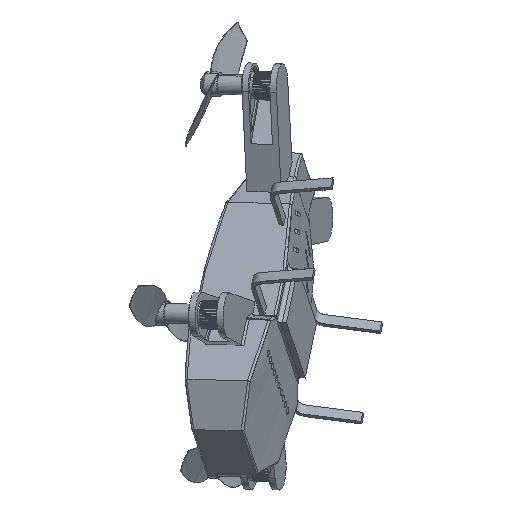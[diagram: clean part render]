
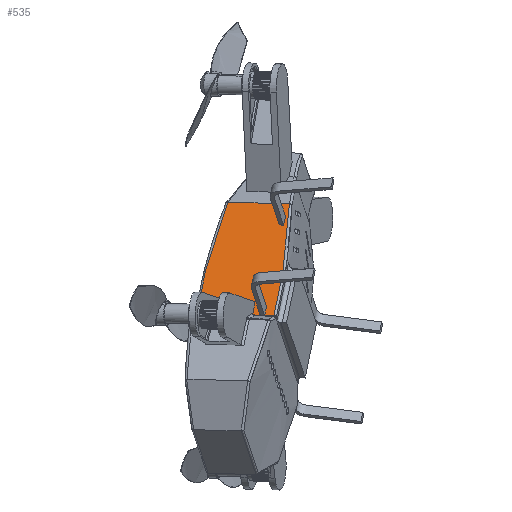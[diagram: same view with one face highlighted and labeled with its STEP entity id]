
A CAD part, left-side view. The second image highlights one B-rep face of the part: STEP entity #535.
In plain terms, the highlighted free-form (B-spline) face has degree [1, 1] with [2, 2] control points.
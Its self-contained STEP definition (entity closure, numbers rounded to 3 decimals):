
#509 = VERTEX_POINT('',#510);
#510 = CARTESIAN_POINT('',(-12.783,270.102,
    158.014));
#517 = EDGE_CURVE('',#509,#518,#520,.T.);
#518 = VERTEX_POINT('',#519);
#519 = CARTESIAN_POINT('',(-23.585,229.578,
    156.871));
#520 = B_SPLINE_CURVE_WITH_KNOTS('',1,(#521,#522),.UNSPECIFIED.,.F.,.F.,
  (2,2),(-14.398,14.398),.PIECEWISE_BEZIER_KNOTS.);
#521 = CARTESIAN_POINT('',(-12.783,270.102,
    158.014));
#522 = CARTESIAN_POINT('',(-23.585,229.578,
    156.871));
#535 = ADVANCED_FACE('',(#536,#566),#678,.F.);
#536 = FACE_BOUND('',#537,.T.);
#537 = EDGE_LOOP('',(#538,#547,#554,#561));
#538 = ORIENTED_EDGE('',*,*,#539,.T.);
#539 = EDGE_CURVE('',#540,#542,#544,.T.);
#540 = VERTEX_POINT('',#541);
#541 = CARTESIAN_POINT('',(-32.812,233.43,
    142.917));
#542 = VERTEX_POINT('',#543);
#543 = CARTESIAN_POINT('',(-32.442,234.816,
    142.956));
#544 = B_SPLINE_CURVE_WITH_KNOTS('',1,(#545,#546),.UNSPECIFIED.,.F.,.F.,
  (2,2),(-13.735,-12.751),.PIECEWISE_BEZIER_KNOTS.);
#545 = CARTESIAN_POINT('',(-32.812,233.43,
    142.917));
#546 = CARTESIAN_POINT('',(-32.442,234.816,
    142.956));
#547 = ORIENTED_EDGE('',*,*,#548,.T.);
#548 = EDGE_CURVE('',#542,#549,#551,.T.);
#549 = VERTEX_POINT('',#550);
#550 = CARTESIAN_POINT('',(-28.415,233.575,
    148.898));
#551 = B_SPLINE_CURVE_WITH_KNOTS('',1,(#552,#553),.UNSPECIFIED.,.F.,.F.,
  (2,2),(-5.236,-0.236),.PIECEWISE_BEZIER_KNOTS.);
#552 = CARTESIAN_POINT('',(-32.442,234.816,
    142.956));
#553 = CARTESIAN_POINT('',(-28.415,233.575,
    148.898));
#554 = ORIENTED_EDGE('',*,*,#555,.T.);
#555 = EDGE_CURVE('',#549,#556,#558,.T.);
#556 = VERTEX_POINT('',#557);
#557 = CARTESIAN_POINT('',(-28.784,232.189,
    148.859));
#558 = B_SPLINE_CURVE_WITH_KNOTS('',1,(#559,#560),.UNSPECIFIED.,.F.,.F.,
  (2,2),(12.751,13.735),.PIECEWISE_BEZIER_KNOTS.);
#559 = CARTESIAN_POINT('',(-28.415,233.575,
    148.898));
#560 = CARTESIAN_POINT('',(-28.784,232.189,
    148.859));
#561 = ORIENTED_EDGE('',*,*,#562,.T.);
#562 = EDGE_CURVE('',#556,#540,#563,.T.);
#563 = B_SPLINE_CURVE_WITH_KNOTS('',1,(#564,#565),.UNSPECIFIED.,.F.,.F.,
  (2,2),(-2.5,2.5),.PIECEWISE_BEZIER_KNOTS.);
#564 = CARTESIAN_POINT('',(-28.784,232.189,
    148.859));
#565 = CARTESIAN_POINT('',(-32.812,233.43,
    142.917));
#566 = FACE_BOUND('',#567,.T.);
#567 = EDGE_LOOP('',(#568,#577,#584,#591,#598,#605,#612,#618,#619,#627,
    #634,#641,#650,#657,#664,#671));
#568 = ORIENTED_EDGE('',*,*,#569,.T.);
#569 = EDGE_CURVE('',#570,#572,#574,.T.);
#570 = VERTEX_POINT('',#571);
#571 = CARTESIAN_POINT('',(-70.893,253.467,
    83.934));
#572 = VERTEX_POINT('',#573);
#573 = CARTESIAN_POINT('',(-72.568,247.181,
    83.757));
#574 = B_SPLINE_CURVE_WITH_KNOTS('',1,(#575,#576),.UNSPECIFIED.,.F.,.F.,
  (2,2),(-10.716,-6.249),.PIECEWISE_BEZIER_KNOTS.);
#575 = CARTESIAN_POINT('',(-70.893,253.467,
    83.934));
#576 = CARTESIAN_POINT('',(-72.568,247.181,
    83.757));
#577 = ORIENTED_EDGE('',*,*,#578,.F.);
#578 = EDGE_CURVE('',#579,#572,#581,.T.);
#579 = VERTEX_POINT('',#580);
#580 = CARTESIAN_POINT('',(-68.689,245.986,
    89.479));
#581 = B_SPLINE_CURVE_WITH_KNOTS('',1,(#582,#583),.UNSPECIFIED.,.F.,.F.,
  (2,2),(-5.236,-0.421),.PIECEWISE_BEZIER_KNOTS.);
#582 = CARTESIAN_POINT('',(-68.689,245.986,
    89.479));
#583 = CARTESIAN_POINT('',(-72.568,247.181,
    83.757));
#584 = ORIENTED_EDGE('',*,*,#585,.F.);
#585 = EDGE_CURVE('',#586,#579,#588,.T.);
#586 = VERTEX_POINT('',#587);
#587 = CARTESIAN_POINT('',(-69.059,244.6,
    89.44));
#588 = B_SPLINE_CURVE_WITH_KNOTS('',1,(#589,#590),.UNSPECIFIED.,.F.,.F.,
  (2,2),(-13.735,-12.751),.PIECEWISE_BEZIER_KNOTS.);
#589 = CARTESIAN_POINT('',(-69.059,244.6,
    89.44));
#590 = CARTESIAN_POINT('',(-68.689,245.986,
    89.479));
#591 = ORIENTED_EDGE('',*,*,#592,.F.);
#592 = EDGE_CURVE('',#593,#586,#595,.T.);
#593 = VERTEX_POINT('',#594);
#594 = CARTESIAN_POINT('',(-72.937,245.795,
    83.718));
#595 = B_SPLINE_CURVE_WITH_KNOTS('',1,(#596,#597),.UNSPECIFIED.,.F.,.F.,
  (2,2),(-2.315,2.5),.PIECEWISE_BEZIER_KNOTS.);
#596 = CARTESIAN_POINT('',(-72.937,245.795,
    83.718));
#597 = CARTESIAN_POINT('',(-69.059,244.6,
    89.44));
#598 = ORIENTED_EDGE('',*,*,#599,.T.);
#599 = EDGE_CURVE('',#593,#600,#602,.T.);
#600 = VERTEX_POINT('',#601);
#601 = CARTESIAN_POINT('',(-74.537,239.794,
    83.548));
#602 = B_SPLINE_CURVE_WITH_KNOTS('',1,(#603,#604),.UNSPECIFIED.,.F.,.F.,
  (2,2),(-5.265,-1.),.PIECEWISE_BEZIER_KNOTS.);
#603 = CARTESIAN_POINT('',(-72.937,245.795,
    83.718));
#604 = CARTESIAN_POINT('',(-74.537,239.794,
    83.548));
#605 = ORIENTED_EDGE('',*,*,#606,.T.);
#606 = EDGE_CURVE('',#600,#607,#609,.T.);
#607 = VERTEX_POINT('',#608);
#608 = CARTESIAN_POINT('',(-55.628,233.967,
    111.445));
#609 = B_SPLINE_CURVE_WITH_KNOTS('',1,(#610,#611),.UNSPECIFIED.,.F.,.F.,
  (2,2),(-23.493,-0.018),.PIECEWISE_BEZIER_KNOTS.);
#610 = CARTESIAN_POINT('',(-74.537,239.794,
    83.548));
#611 = CARTESIAN_POINT('',(-55.628,233.967,
    111.445));
#612 = ORIENTED_EDGE('',*,*,#613,.T.);
#613 = EDGE_CURVE('',#607,#518,#614,.T.);
#614 = ( BOUNDED_CURVE() B_SPLINE_CURVE(2,(#615,#616,#617),
.UNSPECIFIED.,.F.,.F.) B_SPLINE_CURVE_WITH_KNOTS((3,3),(1.607,
1.723),.PIECEWISE_BEZIER_KNOTS.) CURVE() 
GEOMETRIC_REPRESENTATION_ITEM() RATIONAL_B_SPLINE_CURVE((1.,
0.998,1.)) REPRESENTATION_ITEM('') );
#615 = CARTESIAN_POINT('',(-55.628,233.967,
    111.445));
#616 = CARTESIAN_POINT('',(-39.935,230.2,
    134.238));
#617 = CARTESIAN_POINT('',(-23.585,229.578,
    156.871));
#618 = ORIENTED_EDGE('',*,*,#517,.F.);
#619 = ORIENTED_EDGE('',*,*,#620,.F.);
#620 = EDGE_CURVE('',#621,#509,#623,.T.);
#621 = VERTEX_POINT('',#622);
#622 = CARTESIAN_POINT('',(-42.125,284.629,
    112.875));
#623 = ( BOUNDED_CURVE() B_SPLINE_CURVE(2,(#624,#625,#626),
.UNSPECIFIED.,.F.,.F.) B_SPLINE_CURVE_WITH_KNOTS((3,3),(1.607,
1.723),.PIECEWISE_BEZIER_KNOTS.) CURVE() 
GEOMETRIC_REPRESENTATION_ITEM() RATIONAL_B_SPLINE_CURVE((1.,
0.998,1.)) REPRESENTATION_ITEM('') );
#624 = CARTESIAN_POINT('',(-42.125,284.629,
    112.875));
#625 = CARTESIAN_POINT('',(-26.958,278.887,
    135.611));
#626 = CARTESIAN_POINT('',(-12.783,270.102,
    158.014));
#627 = ORIENTED_EDGE('',*,*,#628,.F.);
#628 = EDGE_CURVE('',#629,#621,#631,.T.);
#629 = VERTEX_POINT('',#630);
#630 = CARTESIAN_POINT('',(-61.034,290.456,
    84.978));
#631 = B_SPLINE_CURVE_WITH_KNOTS('',1,(#632,#633),.UNSPECIFIED.,.F.,.F.,
  (2,2),(-23.493,-0.018),.PIECEWISE_BEZIER_KNOTS.);
#632 = CARTESIAN_POINT('',(-61.034,290.456,
    84.978));
#633 = CARTESIAN_POINT('',(-42.125,284.629,
    112.875));
#634 = ORIENTED_EDGE('',*,*,#635,.F.);
#635 = EDGE_CURVE('',#636,#629,#638,.T.);
#636 = VERTEX_POINT('',#637);
#637 = CARTESIAN_POINT('',(-64.678,276.784,
    84.592));
#638 = B_SPLINE_CURVE_WITH_KNOTS('',1,(#639,#640),.UNSPECIFIED.,.F.,.F.,
  (2,2),(-10.716,-1.),.PIECEWISE_BEZIER_KNOTS.);
#639 = CARTESIAN_POINT('',(-64.678,276.784,
    84.592));
#640 = CARTESIAN_POINT('',(-61.034,290.456,
    84.978));
#641 = ORIENTED_EDGE('',*,*,#642,.F.);
#642 = EDGE_CURVE('',#643,#636,#645,.T.);
#643 = VERTEX_POINT('',#644);
#644 = CARTESIAN_POINT('',(-63.998,276.141,
    85.741));
#645 = ( BOUNDED_CURVE() B_SPLINE_CURVE(3,(#646,#647,#648,#649),
.UNSPECIFIED.,.F.,.F.) B_SPLINE_CURVE_WITH_KNOTS((4,4),(4.712,
5.486),.PIECEWISE_BEZIER_KNOTS.) CURVE() 
GEOMETRIC_REPRESENTATION_ITEM() RATIONAL_B_SPLINE_CURVE((1.,
0.951,0.951,1.)) REPRESENTATION_ITEM('') );
#646 = CARTESIAN_POINT('',(-63.998,276.141,
    85.741));
#647 = CARTESIAN_POINT('',(-64.296,276.233,
    85.302));
#648 = CARTESIAN_POINT('',(-64.534,276.458,
    84.899));
#649 = CARTESIAN_POINT('',(-64.678,276.784,
    84.592));
#650 = ORIENTED_EDGE('',*,*,#651,.T.);
#651 = EDGE_CURVE('',#643,#652,#654,.T.);
#652 = VERTEX_POINT('',#653);
#653 = CARTESIAN_POINT('',(-58.978,274.594,
    93.147));
#654 = B_SPLINE_CURVE_WITH_KNOTS('',1,(#655,#656),.UNSPECIFIED.,.F.,.F.,
  (2,2),(1.398,7.63),.PIECEWISE_BEZIER_KNOTS.);
#655 = CARTESIAN_POINT('',(-63.998,276.141,
    85.741));
#656 = CARTESIAN_POINT('',(-58.978,274.594,
    93.147));
#657 = ORIENTED_EDGE('',*,*,#658,.T.);
#658 = EDGE_CURVE('',#652,#659,#661,.T.);
#659 = VERTEX_POINT('',#660);
#660 = CARTESIAN_POINT('',(-64.98,252.078,
    92.512));
#661 = B_SPLINE_CURVE_WITH_KNOTS('',1,(#662,#663),.UNSPECIFIED.,.F.,.F.,
  (2,2),(-8.,8.),.PIECEWISE_BEZIER_KNOTS.);
#662 = CARTESIAN_POINT('',(-58.978,274.594,
    93.147));
#663 = CARTESIAN_POINT('',(-64.98,252.078,
    92.512));
#664 = ORIENTED_EDGE('',*,*,#665,.F.);
#665 = EDGE_CURVE('',#666,#659,#668,.T.);
#666 = VERTEX_POINT('',#667);
#667 = CARTESIAN_POINT('',(-70.,253.625,
    85.106));
#668 = B_SPLINE_CURVE_WITH_KNOTS('',1,(#669,#670),.UNSPECIFIED.,.F.,.F.,
  (2,2),(1.398,7.63),.PIECEWISE_BEZIER_KNOTS.);
#669 = CARTESIAN_POINT('',(-70.,253.625,
    85.106));
#670 = CARTESIAN_POINT('',(-64.98,252.078,
    92.512));
#671 = ORIENTED_EDGE('',*,*,#672,.T.);
#672 = EDGE_CURVE('',#666,#570,#673,.T.);
#673 = ( BOUNDED_CURVE() B_SPLINE_CURVE(3,(#674,#675,#676,#677),
.UNSPECIFIED.,.F.,.F.) B_SPLINE_CURVE_WITH_KNOTS((4,4),(4.712,
5.486),.PIECEWISE_BEZIER_KNOTS.) CURVE() 
GEOMETRIC_REPRESENTATION_ITEM() RATIONAL_B_SPLINE_CURVE((1.,
0.951,0.951,1.)) REPRESENTATION_ITEM('') );
#674 = CARTESIAN_POINT('',(-70.,253.625,
    85.106));
#675 = CARTESIAN_POINT('',(-70.297,253.716,
    84.666));
#676 = CARTESIAN_POINT('',(-70.61,253.661,
    84.256));
#677 = CARTESIAN_POINT('',(-70.893,253.467,
    83.934));
#678 = B_SPLINE_SURFACE_WITH_KNOTS('',1,1,(
    (#679,#680)
    ,(#681,#682
    )),.UNSPECIFIED.,.F.,.F.,.F.,(2,2),(2,2),(-62.,-0.421),(
    -18.,18.),.PIECEWISE_BEZIER_KNOTS.);
#679 = CARTESIAN_POINT('',(-24.936,224.509,
    156.728));
#680 = CARTESIAN_POINT('',(-11.432,275.171,
    158.157));
#681 = CARTESIAN_POINT('',(-74.537,239.794,
    83.548));
#682 = CARTESIAN_POINT('',(-61.034,290.456,
    84.978));
